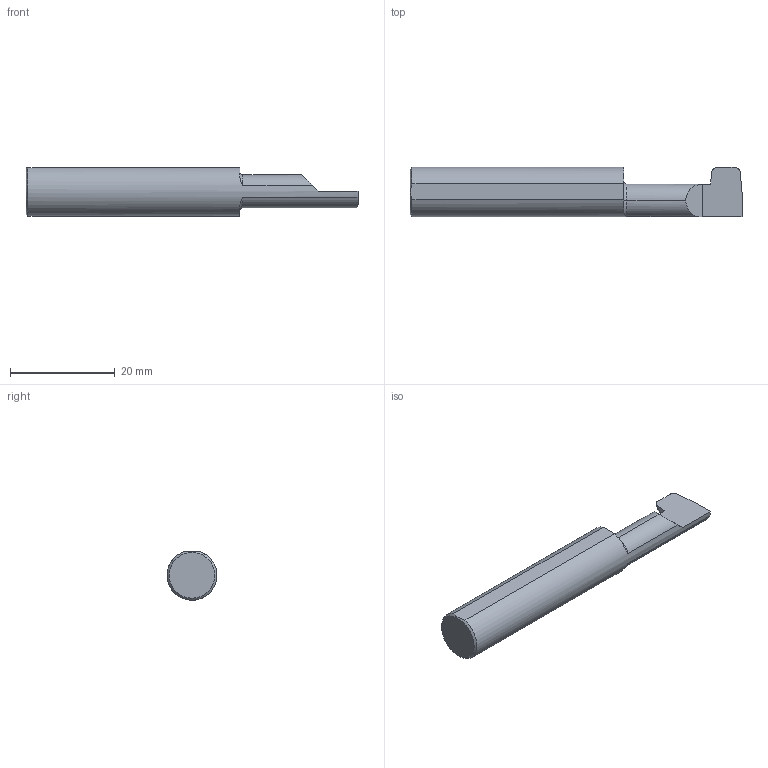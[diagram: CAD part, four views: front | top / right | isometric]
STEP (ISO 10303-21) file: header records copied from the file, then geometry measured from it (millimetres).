
FILE_DESCRIPTION (( 'STEP AP203' ), '1' );
FILE_NAME ('224831-GOR208-13.STEP', '2024-07-08T17:50:24', ( '' ), ( '' ), 'SwSTEP 2.0', 'SolidWorks 2024', '' );
FILE_SCHEMA (( 'CONFIG_CONTROL_DESIGN' ));
Length unit declared in the file: inch
Products named in the file (1): 224831-GOR208-13
Bounding box: 63.5 x 9.51 x 9.26 mm (x, y, z)
Volume: 3504.8 mm3; surface area: 1805.8 mm2
Topology: 1 solids, 1 shells, 29 faces, 75 edges, 48 vertices
Faces by surface type: plane 16, cylinder 8, torus 3, cone 2
Entity records: 987 total; most frequent: CARTESIAN_POINT 228, ORIENTED_EDGE 150, DIRECTION 137, EDGE_CURVE 75, AXIS2_PLACEMENT_3D 49, VERTEX_POINT 48, VECTOR 39, LINE 39
